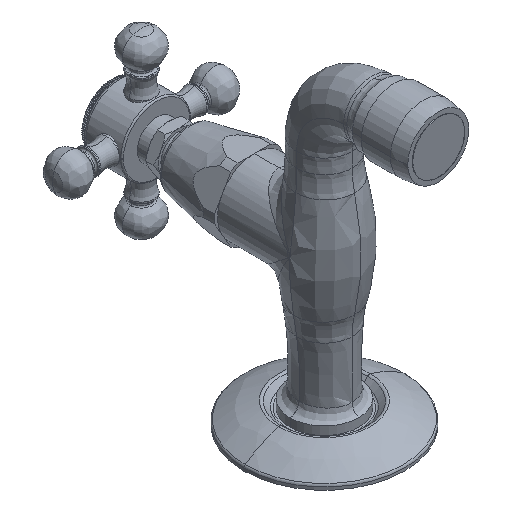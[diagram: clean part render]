
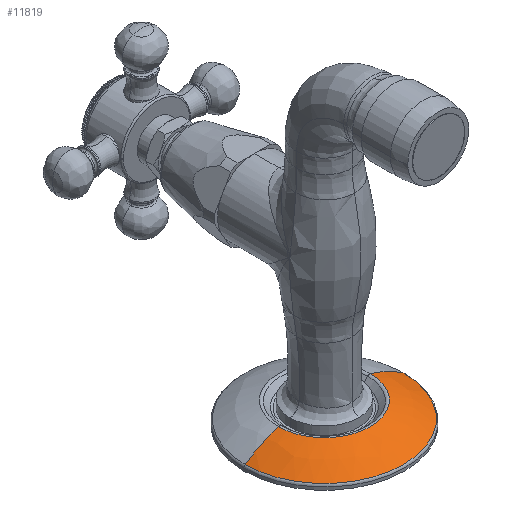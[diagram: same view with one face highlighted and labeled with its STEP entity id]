
A CAD part, isometric view. The second image highlights one B-rep face of the part: STEP entity #11819.
In plain terms, the highlighted free-form (B-spline) face has degree [3, 3] with [7, 4] control points.
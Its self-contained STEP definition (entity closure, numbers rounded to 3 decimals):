
#917=CARTESIAN_POINT('',(0.,0.,-51.163));
#918=DIRECTION('',(0.,0.,1.));
#919=DIRECTION('',(-1.,0.,0.));
#920=AXIS2_PLACEMENT_3D('',#917,#918,#919);
#922=CARTESIAN_POINT('',(5.343,0.,-89.554));
#923=DIRECTION('',(0.,-1.,0.));
#924=DIRECTION('',(0.581,0.,0.814));
#925=AXIS2_PLACEMENT_3D('',#922,#923,#924);
#927=CARTESIAN_POINT('',(0.,0.,-56.997));
#928=DIRECTION('',(0.,0.,1.));
#929=DIRECTION('',(-1.,0.,0.));
#930=AXIS2_PLACEMENT_3D('',#927,#928,#929);
#932=CARTESIAN_POINT('',(-5.343,0.,-89.554));
#933=DIRECTION('',(0.,1.,0.));
#934=DIRECTION('',(-0.581,0.,0.814));
#935=AXIS2_PLACEMENT_3D('',#932,#933,#934);
#9153=CARTESIAN_POINT('',(-28.581,0.,-56.997));
#9154=CARTESIAN_POINT('',(28.581,0.,-56.997));
#9155=VERTEX_POINT('',#9153);
#9156=VERTEX_POINT('',#9154);
#9173=CARTESIAN_POINT('',(16.572,0.,-51.163));
#9174=CARTESIAN_POINT('',(-16.572,0.,-51.163));
#9175=VERTEX_POINT('',#9173);
#9176=VERTEX_POINT('',#9174);
#11783=CARTESIAN_POINT('',(16.282,1.024,
-51.088));
#11784=CARTESIAN_POINT('',(20.768,1.307,
-52.37));
#11785=CARTESIAN_POINT('',(24.964,1.571,
-54.413));
#11786=CARTESIAN_POINT('',(28.742,1.808,
-57.153));
#11787=CARTESIAN_POINT('',(16.913,-8.996,
-51.088));
#11788=CARTESIAN_POINT('',(21.572,-11.474,
-52.37));
#11789=CARTESIAN_POINT('',(25.93,-13.792,
-54.413));
#11790=CARTESIAN_POINT('',(29.855,-15.879,
-57.153));
#11791=CARTESIAN_POINT('',(10.04,-16.315,
-51.088));
#11792=CARTESIAN_POINT('',(12.806,-20.809,
-52.37));
#11793=CARTESIAN_POINT('',(15.393,-25.013,
-54.413));
#11794=CARTESIAN_POINT('',(17.723,-28.799,
-57.153));
#11795=CARTESIAN_POINT('',(0.,-16.315,-51.088));
#11796=CARTESIAN_POINT('',(0.,-20.809,
-52.37));
#11797=CARTESIAN_POINT('',(0.,-25.013,-54.413));
#11798=CARTESIAN_POINT('',(0.,-28.799,
-57.153));
#11799=CARTESIAN_POINT('',(-10.04,-16.315,
-51.088));
#11800=CARTESIAN_POINT('',(-12.806,-20.809,
-52.37));
#11801=CARTESIAN_POINT('',(-15.393,-25.013,
-54.413));
#11802=CARTESIAN_POINT('',(-17.723,-28.799,
-57.153));
#11803=CARTESIAN_POINT('',(-16.913,-8.996,
-51.088));
#11804=CARTESIAN_POINT('',(-21.572,-11.474,
-52.37));
#11805=CARTESIAN_POINT('',(-25.93,-13.792,
-54.413));
#11806=CARTESIAN_POINT('',(-29.855,-15.879,
-57.153));
#11807=CARTESIAN_POINT('',(-16.282,1.024,
-51.088));
#11808=CARTESIAN_POINT('',(-20.768,1.307,
-52.37));
#11809=CARTESIAN_POINT('',(-24.964,1.571,
-54.413));
#11810=CARTESIAN_POINT('',(-28.742,1.808,
-57.153));
#11811=(BOUNDED_SURFACE()B_SPLINE_SURFACE(3,3,((#11783,#11784,#11785,#11786),(
#11787,#11788,#11789,#11790),(#11791,#11792,#11793,#11794),(#11795,#11796,
#11797,#11798),(#11799,#11800,#11801,#11802),(#11803,#11804,#11805,#11806),(
#11807,#11808,#11809,#11810)),.UNSPECIFIED.,.F.,.F.,.F.)B_SPLINE_SURFACE_WITH_KNOTS((4,3,4),(4,4),(0.,1.,2.),(0.,1.),.UNSPECIFIED.)GEOMETRIC_REPRESENTATION_ITEM()RATIONAL_B_SPLINE_SURFACE(((1.196,1.184,
1.184,1.196),(0.945,0.935,
0.935,0.945),(0.945,0.935,
0.935,0.945),(1.196,1.184,
1.184,1.196),(0.945,0.935,
0.935,0.945),(0.945,0.935,
0.935,0.945),(1.196,1.184,
1.184,1.196)))REPRESENTATION_ITEM('')SURFACE());
#11812=ORIENTED_EDGE('',*,*,#11683,.T.);
#11813=ORIENTED_EDGE('',*,*,#11771,.F.);
#11815=ORIENTED_EDGE('',*,*,#11814,.F.);
#11816=ORIENTED_EDGE('',*,*,#11767,.T.);
#11817=EDGE_LOOP('',(#11812,#11813,#11815,#11816));
#11818=FACE_OUTER_BOUND('',#11817,.F.);
#11819=ADVANCED_FACE('',(#11818),#11811,.T.);
#921=CIRCLE('',#920,16.572);
#926=CIRCLE('',#925,40.);
#931=CIRCLE('',#930,28.581);
#936=CIRCLE('',#935,40.);
#11683=EDGE_CURVE('',#9176,#9175,#921,.T.);
#11767=EDGE_CURVE('',#9155,#9176,#936,.T.);
#11771=EDGE_CURVE('',#9156,#9175,#926,.T.);
#11814=EDGE_CURVE('',#9155,#9156,#931,.T.);
